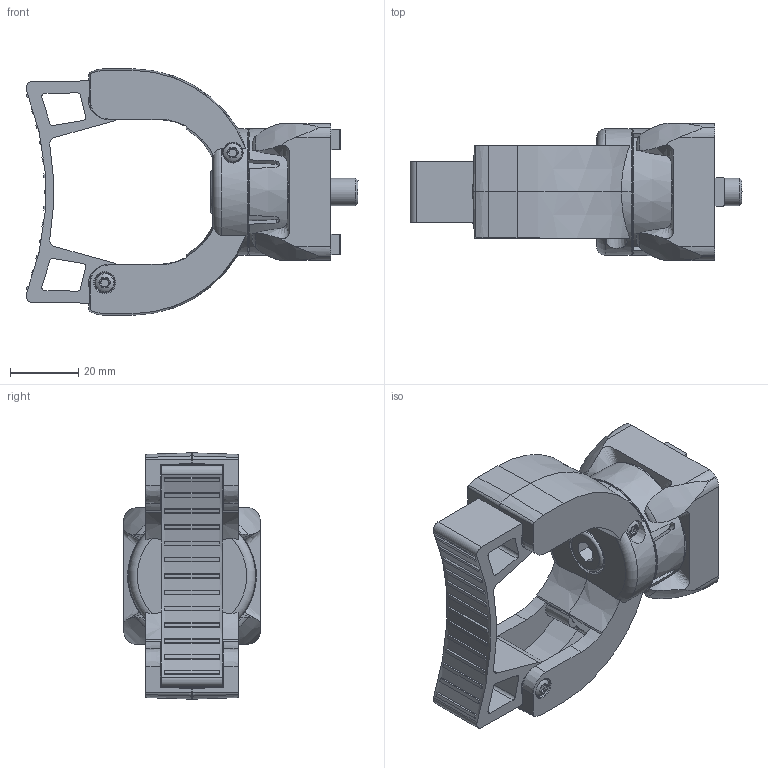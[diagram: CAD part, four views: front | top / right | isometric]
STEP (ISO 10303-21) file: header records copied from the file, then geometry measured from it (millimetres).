
FILE_DESCRIPTION(('STEP AP203'),'1');
FILE_NAME('ERGO00H2554.stp','2024-03-25T13:00:44',(' '),(' '),'Spatial InterOp 3D',' ',' ');
FILE_SCHEMA(('CONFIG_CONTROL_DESIGN'));
Length unit declared in the file: millimetre
Products named in the file (9): Porte outil - balai 8 10 attache flex; Vis CHC - M8x35; centreur; vis1; vis2; strap; support strap 2; support strap; base
Assembly tree (11 placements, depth 2):
  Porte outil - balai 8 10 attache flex
    Vis CHC - M8x35
    centreur  x2
    vis1  x2
    vis2  x2
    strap
    support strap 2
    support strap
    base
Bounding box: 97 x 40 x 71.99 mm (x, y, z)
Volume: 67638.6 mm3; surface area: 39061 mm2
Topology: 11 solids, 11 shells, 817 faces, 2079 edges, 1314 vertices
Faces by surface type: plane 348, cylinder 237, cone 104, torus 68, bspline 32, sphere 28
Full cylindrical faces by diameter (mm): 2.5 x6, 2.6 x2, 3.4 x4, 4.16 x2, 4.56 x2, 5.6 x4, 5.937 x4, 7.436 x2, 8 x2, 9.5 x4, 10 x4, 13 x1
Entity records: 24040 total; most frequent: CARTESIAN_POINT 5751, DIRECTION 3540, ORIENTED_EDGE 3358, EDGE_CURVE 1679, AXIS2_PLACEMENT_3D 1365, VERTEX_POINT 1132, EDGE_LOOP 836, LINE 810
